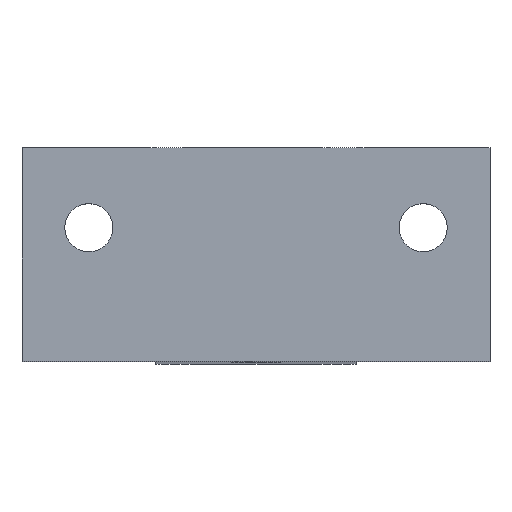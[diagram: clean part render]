
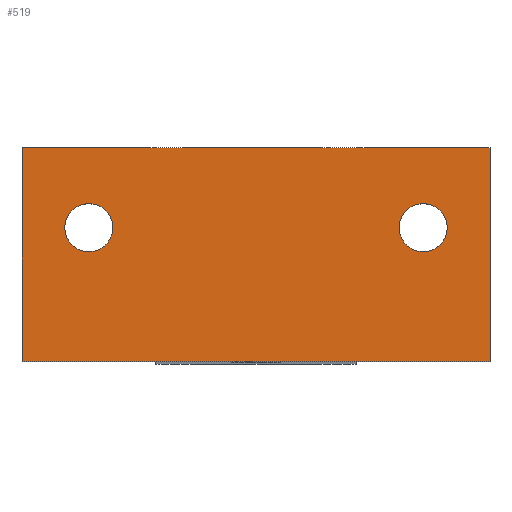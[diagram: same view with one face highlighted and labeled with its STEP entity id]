
A CAD part, top view. The second image highlights one B-rep face of the part: STEP entity #519.
In plain terms, the highlighted planar face has unit normal (0, 0, 1).
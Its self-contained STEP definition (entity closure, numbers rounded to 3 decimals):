
#6 = CARTESIAN_POINT ( 'NONE',  ( -14.3, 10., 0. ) ) ;
#10 = EDGE_CURVE ( 'NONE', #1237, #1142, #422, .T. ) ;
#26 = CARTESIAN_POINT ( 'NONE',  ( -7.5, 16., 0. ) ) ;
#33 = AXIS2_PLACEMENT_3D ( 'NONE', #861, #627, #979 ) ;
#52 = VERTEX_POINT ( 'NONE', #855 ) ;
#68 = DIRECTION ( 'NONE',  ( 0., 0., -1. ) ) ;
#136 = CARTESIAN_POINT ( 'NONE',  ( 14.3, 10., 0. ) ) ;
#139 = DIRECTION ( 'NONE',  ( 0., 1., 0. ) ) ;
#192 = CIRCLE ( 'NONE', #1352, 1.8 ) ;
#198 = CARTESIAN_POINT ( 'NONE',  ( 7.5, 0., 0. ) ) ;
#212 = CIRCLE ( 'NONE', #246, 1.8 ) ;
#231 = VECTOR ( 'NONE', #799, 1000. ) ;
#246 = AXIS2_PLACEMENT_3D ( 'NONE', #1193, #521, #642 ) ;
#266 = CARTESIAN_POINT ( 'NONE',  ( 17.5, 16., 0. ) ) ;
#270 = FACE_OUTER_BOUND ( 'NONE', #1391, .T. ) ;
#275 = CARTESIAN_POINT ( 'NONE',  ( -17.5, 16., 0. ) ) ;
#307 = VERTEX_POINT ( 'NONE', #1241 ) ;
#313 = LINE ( 'NONE', #266, #562 ) ;
#328 = DIRECTION ( 'NONE',  ( -1., 0., 0. ) ) ;
#335 = DIRECTION ( 'NONE',  ( 0., 0., -1. ) ) ;
#372 = VECTOR ( 'NONE', #415, 1000. ) ;
#378 = LINE ( 'NONE', #275, #1091 ) ;
#399 = ORIENTED_EDGE ( 'NONE', *, *, #1052, .F. ) ;
#400 = CARTESIAN_POINT ( 'NONE',  ( 7.5, 0., 0. ) ) ;
#415 = DIRECTION ( 'NONE',  ( -1., 0., 0. ) ) ;
#422 = CIRCLE ( 'NONE', #33, 1.8 ) ;
#432 = EDGE_CURVE ( 'NONE', #771, #790, #378, .T. ) ;
#442 = FACE_BOUND ( 'NONE', #992, .T. ) ;
#459 = ORIENTED_EDGE ( 'NONE', *, *, #893, .T. ) ;
#496 = EDGE_LOOP ( 'NONE', ( #554, #459 ) ) ;
#498 = DIRECTION ( 'NONE',  ( 0., 0., -1. ) ) ;
#519 = ADVANCED_FACE ( 'NONE', ( #1051, #442, #270 ), #963, .F. ) ;
#521 = DIRECTION ( 'NONE',  ( 0., 0., -1. ) ) ;
#539 = ORIENTED_EDGE ( 'NONE', *, *, #916, .T. ) ;
#554 = ORIENTED_EDGE ( 'NONE', *, *, #10, .T. ) ;
#562 = VECTOR ( 'NONE', #139, 1000. ) ;
#595 = CARTESIAN_POINT ( 'NONE',  ( 17.5, 0., 0. ) ) ;
#614 = DIRECTION ( 'NONE',  ( -1., 0., 0. ) ) ;
#622 = CIRCLE ( 'NONE', #1345, 1.8 ) ;
#627 = DIRECTION ( 'NONE',  ( 0., 0., -1. ) ) ;
#642 = DIRECTION ( 'NONE',  ( -1., 0., 0. ) ) ;
#731 = DIRECTION ( 'NONE',  ( -1., 0., 0. ) ) ;
#771 = VERTEX_POINT ( 'NONE', #1072 ) ;
#786 = CARTESIAN_POINT ( 'NONE',  ( -17.5, 0., 0. ) ) ;
#790 = VERTEX_POINT ( 'NONE', #786 ) ;
#799 = DIRECTION ( 'NONE',  ( 1., 0., 0. ) ) ;
#800 = EDGE_CURVE ( 'NONE', #1304, #790, #1227, .T. ) ;
#855 = CARTESIAN_POINT ( 'NONE',  ( -10.7, 10., 0. ) ) ;
#861 = CARTESIAN_POINT ( 'NONE',  ( 12.5, 10., 0. ) ) ;
#884 = CARTESIAN_POINT ( 'NONE',  ( -12.5, 10., 0. ) ) ;
#890 = VERTEX_POINT ( 'NONE', #6 ) ;
#893 = EDGE_CURVE ( 'NONE', #1142, #1237, #212, .T. ) ;
#895 = LINE ( 'NONE', #26, #231 ) ;
#916 = EDGE_CURVE ( 'NONE', #52, #890, #192, .T. ) ;
#922 = ORIENTED_EDGE ( 'NONE', *, *, #1062, .T. ) ;
#940 = CARTESIAN_POINT ( 'NONE',  ( 10.7, 10., 0. ) ) ;
#948 = ORIENTED_EDGE ( 'NONE', *, *, #432, .T. ) ;
#956 = AXIS2_PLACEMENT_3D ( 'NONE', #400, #68, #731 ) ;
#963 = PLANE ( 'NONE',  #956 ) ;
#979 = DIRECTION ( 'NONE',  ( -1., 0., 0. ) ) ;
#992 = EDGE_LOOP ( 'NONE', ( #1144, #539 ) ) ;
#1051 = FACE_BOUND ( 'NONE', #496, .T. ) ;
#1052 = EDGE_CURVE ( 'NONE', #771, #307, #895, .T. ) ;
#1062 = EDGE_CURVE ( 'NONE', #1304, #307, #313, .T. ) ;
#1068 = CARTESIAN_POINT ( 'NONE',  ( -12.5, 10., 0. ) ) ;
#1072 = CARTESIAN_POINT ( 'NONE',  ( -17.5, 16., 0. ) ) ;
#1091 = VECTOR ( 'NONE', #1380, 1000. ) ;
#1142 = VERTEX_POINT ( 'NONE', #136 ) ;
#1144 = ORIENTED_EDGE ( 'NONE', *, *, #1375, .T. ) ;
#1193 = CARTESIAN_POINT ( 'NONE',  ( 12.5, 10., 0. ) ) ;
#1227 = LINE ( 'NONE', #198, #372 ) ;
#1237 = VERTEX_POINT ( 'NONE', #940 ) ;
#1241 = CARTESIAN_POINT ( 'NONE',  ( 17.5, 16., 0. ) ) ;
#1304 = VERTEX_POINT ( 'NONE', #595 ) ;
#1345 = AXIS2_PLACEMENT_3D ( 'NONE', #1068, #498, #614 ) ;
#1352 = AXIS2_PLACEMENT_3D ( 'NONE', #884, #335, #328 ) ;
#1375 = EDGE_CURVE ( 'NONE', #890, #52, #622, .T. ) ;
#1380 = DIRECTION ( 'NONE',  ( 0., -1., 0. ) ) ;
#1388 = ORIENTED_EDGE ( 'NONE', *, *, #800, .F. ) ;
#1391 = EDGE_LOOP ( 'NONE', ( #1388, #922, #399, #948 ) ) ;
